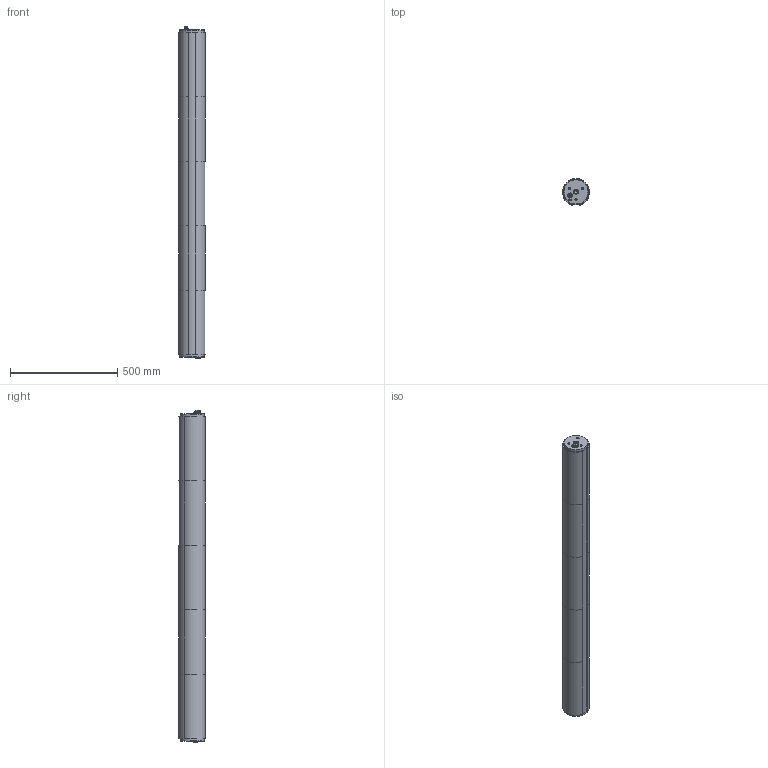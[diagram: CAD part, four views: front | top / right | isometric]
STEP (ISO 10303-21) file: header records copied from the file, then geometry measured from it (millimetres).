
FILE_DESCRIPTION (( 'STEP AP203' ), '1' );
FILE_NAME ('S38125XXX-330.STEP', '2020-01-03T19:39:42', ( '' ), ( '' ), 'SwSTEP 2.0', 'SolidWorks 2019', '' );
FILE_SCHEMA (( 'CONFIG_CONTROL_DESIGN' ));
Length unit declared in the file: inch
Products named in the file (20): Standard Airturn Wafers_64-0114-SK; S38125XXX-330; 90-0399_5225K569; Standard Airturn Housings_Website  ; Standard Airturn Plugs_38-0086; 90-0389_4860K127
Assembly tree (20 placements, depth 2):
  S38125XXX-330
    Standard Airturn Housings_Website  
    Standard Airturn Plugs_38-0086  x2
    90-0389_4860K127
    90-0399_5225K569
    Standard Airturn Wafers_64-0114-SK
    Standard Airturn Wafers_64-0114-SK
    Standard Airturn Wafers_64-0114-SK
    Standard Airturn Wafers_64-0114-SK
    Standard Airturn Wafers_64-0114-SK
    Standard Airturn Wafers_64-0114-SK
    Standard Airturn Wafers_64-0114-SK
    Standard Airturn Wafers_64-0114-SK
    Standard Airturn Wafers_64-0114-SK
    Standard Airturn Wafers_64-0114-SK
    Standard Airturn Wafers_64-0114-SK
    Standard Airturn Wafers_64-0114-SK
    Standard Airturn Wafers_64-0114-SK
    Standard Airturn Wafers_64-0114-SK
    Standard Airturn Wafers_64-0114-SK
Bounding box: 124.52 x 122.63 x 1544.72 mm (x, y, z)
Volume: 5956276.1 mm3; surface area: 2225936.7 mm2
Topology: 22 solids, 22 shells, 279 faces, 602 edges, 387 vertices
Faces by surface type: plane 109, cone 77, cylinder 75, bspline 10, torus 6, sphere 2
Full cylindrical faces by diameter (mm): 6.73 x2, 8 x1, 8.5 x6, 10.328 x1, 10.8 x1, 12.15 x1, 13.481 x1, 13.5 x1, 13.988 x1, 15.005 x1, 15.25 x2, 16.952 x1, 17.462 x2, 17.679 x1, 19.238 x2, 20 x1, 94.539 x2, 96.215 x4, 98.755 x8, 104.775 x1, 113.538 x2, 114.3 x1
Entity records: 15799 total; most frequent: CARTESIAN_POINT 8620, DIRECTION 1084, ORIENTED_EDGE 902, EDGE_CURVE 451, AXIS2_PLACEMENT_3D 439, VERTEX_POINT 321, EDGE_LOOP 318, FACE_OUTER_BOUND 273
